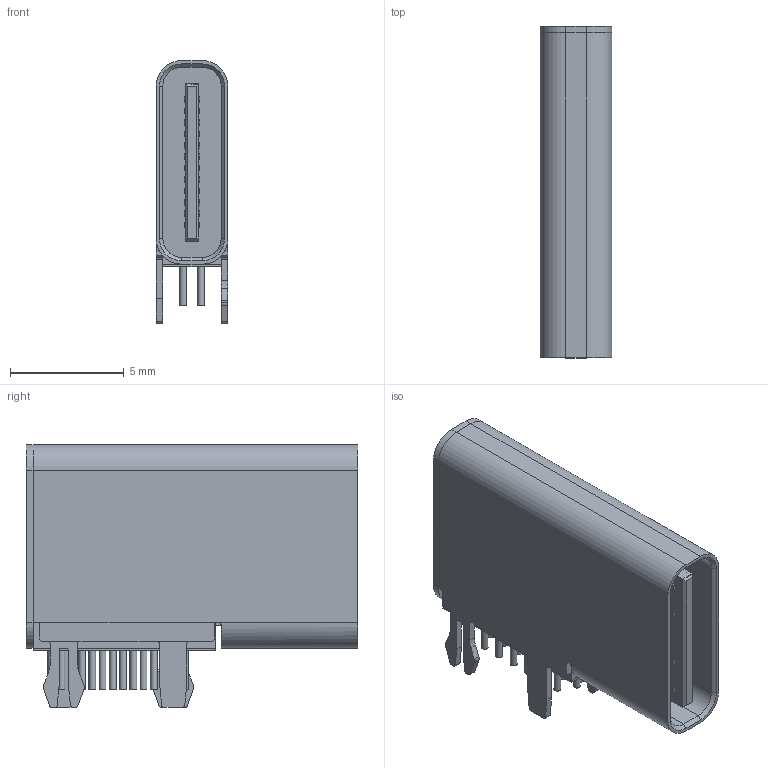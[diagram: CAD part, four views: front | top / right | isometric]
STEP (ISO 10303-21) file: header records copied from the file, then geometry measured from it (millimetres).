
FILE_DESCRIPTION(('FreeCAD Model'),'2;1');
FILE_NAME( 'KUSBX-SL-CS1N14-B.step', '2019-11-23T17:57:02',('Author'),(''), 'Open CASCADE STEP processor 7.2','FreeCAD','Unknown');
FILE_SCHEMA(('AUTOMOTIVE_DESIGN { 1 0 10303 214 1 1 1 1 }'));
Length unit declared in the file: millimetre
Products named in the file (5): KUSBX-SL-CS1N14-B; Body; Plastic; Pins; Contacts
Assembly tree (4 placements, depth 2):
  KUSBX-SL-CS1N14-B
    Body
    Plastic
    Pins
    Contacts
Bounding box: 3.15 x 14.55 x 11.53 mm (x, y, z)
Volume: 315.6 mm3; surface area: 1180.4 mm2
Topology: 4 solids, 4 shells, 370 faces, 926 edges, 578 vertices
Faces by surface type: plane 292, cylinder 74, cone 4
Full cylindrical faces by diameter (mm): 0.3 x14
Entity records: 10959 total; most frequent: CARTESIAN_POINT 1925, ORIENTED_EDGE 1852, DIRECTION 1824, EDGE_CURVE 926, LINE 770, VECTOR 770, VERTEX_POINT 578, AXIS2_PLACEMENT_3D 527
